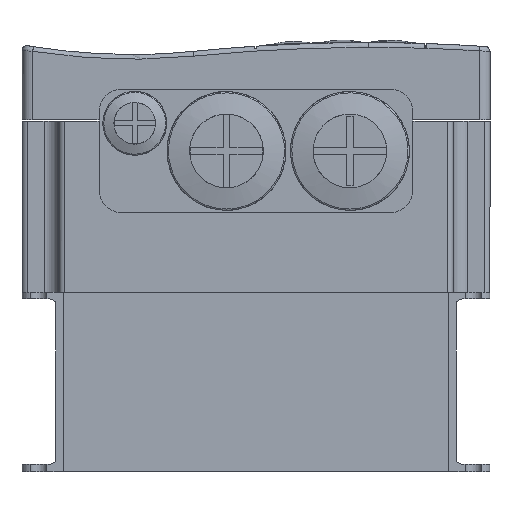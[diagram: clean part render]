
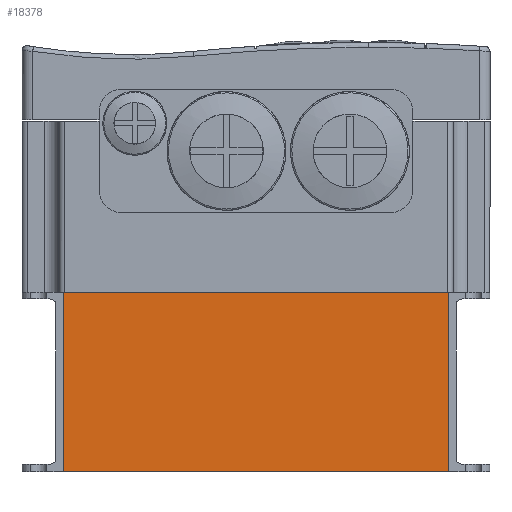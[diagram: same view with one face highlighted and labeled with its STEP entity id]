
A CAD part, front view. The second image highlights one B-rep face of the part: STEP entity #18378.
In plain terms, the highlighted planar face has unit normal (0, -1, 0).
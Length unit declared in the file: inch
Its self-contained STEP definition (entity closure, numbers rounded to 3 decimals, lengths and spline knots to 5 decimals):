
#2371 = EDGE_CURVE ( 'NONE', #47681, #43398, #51232, .T. ) ;
#6220 = ORIENTED_EDGE ( 'NONE', *, *, #49798, .F. ) ;
#7803 = CARTESIAN_POINT ( 'NONE',  ( -3.935, -6.345, -4. ) ) ;
#8101 = PLANE ( 'NONE',  #39695 ) ;
#8435 = CARTESIAN_POINT ( 'NONE',  ( -3.245, -6.345, -4.61267 ) ) ;
#9787 = DIRECTION ( 'NONE',  ( 0., 0., -1. ) ) ;
#10107 = LINE ( 'NONE', #49415, #42121 ) ;
#10177 = EDGE_CURVE ( 'NONE', #23101, #10809, #26467, .T. ) ;
#10809 = VERTEX_POINT ( 'NONE', #38881 ) ;
#12642 = DIRECTION ( 'NONE',  ( 0., 0., 1. ) ) ;
#18225 = CARTESIAN_POINT ( 'NONE',  ( 3.245, -6.345, -0.98 ) ) ;
#18314 = LINE ( 'NONE', #18225, #49003 ) ;
#18378 = ADVANCED_FACE ( 'NONE', ( #18423 ), #8101, .T. ) ;
#18423 = FACE_OUTER_BOUND ( 'NONE', #36936, .T. ) ;
#18947 = ORIENTED_EDGE ( 'NONE', *, *, #2371, .T. ) ;
#22366 = EDGE_CURVE ( 'NONE', #10809, #43398, #18314, .T. ) ;
#22471 = ORIENTED_EDGE ( 'NONE', *, *, #22366, .F. ) ;
#23101 = VERTEX_POINT ( 'NONE', #32447 ) ;
#23869 = CARTESIAN_POINT ( 'NONE',  ( 3.245, -6.345, -4. ) ) ;
#25130 = VECTOR ( 'NONE', #52606, 39.37008 ) ;
#26467 = LINE ( 'NONE', #27599, #25130 ) ;
#27599 = CARTESIAN_POINT ( 'NONE',  ( -3.245, -6.345, -0.98 ) ) ;
#31242 = CARTESIAN_POINT ( 'NONE',  ( -3.245, -6.345, -4. ) ) ;
#32447 = CARTESIAN_POINT ( 'NONE',  ( -3.245, -6.345, -0.98 ) ) ;
#36936 = EDGE_LOOP ( 'NONE', ( #18947, #22471, #48787, #6220 ) ) ;
#37672 = DIRECTION ( 'NONE',  ( 0., -1., 0. ) ) ;
#38881 = CARTESIAN_POINT ( 'NONE',  ( 3.245, -6.345, -0.98 ) ) ;
#39695 = AXIS2_PLACEMENT_3D ( 'NONE', #8435, #37672, #12642 ) ;
#41386 = DIRECTION ( 'NONE',  ( 1., 0., 0. ) ) ;
#41427 = VECTOR ( 'NONE', #41386, 39.37008 ) ;
#42121 = VECTOR ( 'NONE', #53590, 39.37008 ) ;
#43398 = VERTEX_POINT ( 'NONE', #23869 ) ;
#47681 = VERTEX_POINT ( 'NONE', #31242 ) ;
#48787 = ORIENTED_EDGE ( 'NONE', *, *, #10177, .F. ) ;
#49003 = VECTOR ( 'NONE', #9787, 39.37008 ) ;
#49415 = CARTESIAN_POINT ( 'NONE',  ( -3.245, -6.345, -4.61267 ) ) ;
#49798 = EDGE_CURVE ( 'NONE', #47681, #23101, #10107, .T. ) ;
#51232 = LINE ( 'NONE', #7803, #41427 ) ;
#52606 = DIRECTION ( 'NONE',  ( 1., 0., 0. ) ) ;
#53590 = DIRECTION ( 'NONE',  ( 0., 0., 1. ) ) ;
